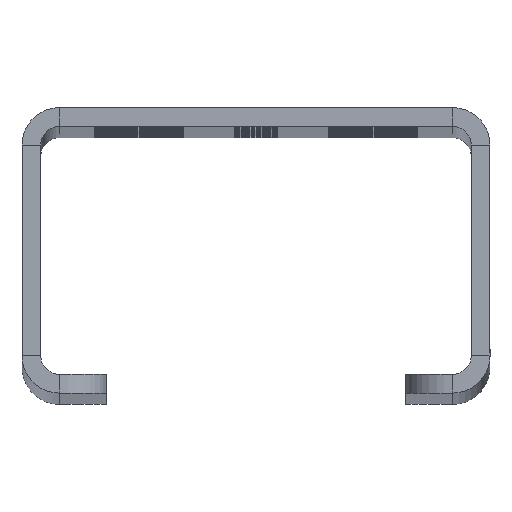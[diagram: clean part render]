
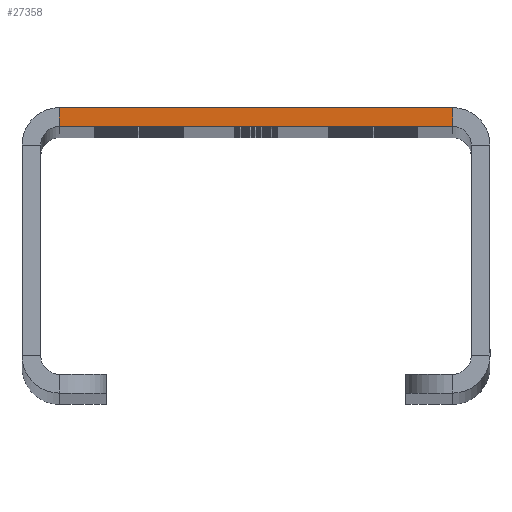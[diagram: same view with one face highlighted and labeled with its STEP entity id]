
A CAD part, top view. The second image highlights one B-rep face of the part: STEP entity #27358.
In plain terms, the highlighted planar face has unit normal (0, 0, 1).
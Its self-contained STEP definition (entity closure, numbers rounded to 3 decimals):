
#273 = PLANE ( 'NONE',  #25116 ) ;
#332 = VERTEX_POINT ( 'NONE', #9671 ) ;
#677 = CARTESIAN_POINT ( 'NONE',  ( -21., 0., 345.5 ) ) ;
#1419 = EDGE_CURVE ( 'NONE', #26286, #23163, #6546, .T. ) ;
#1820 = VECTOR ( 'NONE', #8704, 1000. ) ;
#2997 = EDGE_LOOP ( 'NONE', ( #7569, #7841, #24645, #9392 ) ) ;
#4992 = CARTESIAN_POINT ( 'NONE',  ( 25., -2., 345.5 ) ) ;
#6513 = VECTOR ( 'NONE', #9251, 1000. ) ;
#6546 = LINE ( 'NONE', #17821, #6513 ) ;
#7569 = ORIENTED_EDGE ( 'NONE', *, *, #1419, .F. ) ;
#7656 = DIRECTION ( 'NONE',  ( 0., 0., 1. ) ) ;
#7841 = ORIENTED_EDGE ( 'NONE', *, *, #15920, .T. ) ;
#8704 = DIRECTION ( 'NONE',  ( 1., 0., 0. ) ) ;
#9134 = LINE ( 'NONE', #4992, #10318 ) ;
#9251 = DIRECTION ( 'NONE',  ( 0., 1., 0. ) ) ;
#9274 = CARTESIAN_POINT ( 'NONE',  ( 25., 0., 345.5 ) ) ;
#9392 = ORIENTED_EDGE ( 'NONE', *, *, #20706, .F. ) ;
#9671 = CARTESIAN_POINT ( 'NONE',  ( 21., 0., 345.5 ) ) ;
#10318 = VECTOR ( 'NONE', #22422, 1000. ) ;
#10508 = CARTESIAN_POINT ( 'NONE',  ( 21., -2., 345.5 ) ) ;
#10854 = LINE ( 'NONE', #9274, #1820 ) ;
#15920 = EDGE_CURVE ( 'NONE', #26286, #20074, #9134, .T. ) ;
#17320 = EDGE_CURVE ( 'NONE', #20074, #332, #22389, .T. ) ;
#17504 = CARTESIAN_POINT ( 'NONE',  ( -21., -2., 345.5 ) ) ;
#17821 = CARTESIAN_POINT ( 'NONE',  ( -21., -2., 345.5 ) ) ;
#17971 = CARTESIAN_POINT ( 'NONE',  ( 21., -2., 345.5 ) ) ;
#18517 = DIRECTION ( 'NONE',  ( 1., 0., 0. ) ) ;
#19851 = FACE_OUTER_BOUND ( 'NONE', #2997, .T. ) ;
#20074 = VERTEX_POINT ( 'NONE', #10508 ) ;
#20706 = EDGE_CURVE ( 'NONE', #23163, #332, #10854, .T. ) ;
#22389 = LINE ( 'NONE', #17971, #25836 ) ;
#22422 = DIRECTION ( 'NONE',  ( 1., 0., 0. ) ) ;
#23163 = VERTEX_POINT ( 'NONE', #677 ) ;
#24276 = CARTESIAN_POINT ( 'NONE',  ( 25., -2., 345.5 ) ) ;
#24645 = ORIENTED_EDGE ( 'NONE', *, *, #17320, .T. ) ;
#25116 = AXIS2_PLACEMENT_3D ( 'NONE', #24276, #7656, #18517 ) ;
#25836 = VECTOR ( 'NONE', #26678, 1000. ) ;
#26286 = VERTEX_POINT ( 'NONE', #17504 ) ;
#26678 = DIRECTION ( 'NONE',  ( 0., 1., 0. ) ) ;
#27358 = ADVANCED_FACE ( 'NONE', ( #19851 ), #273, .T. ) ;
